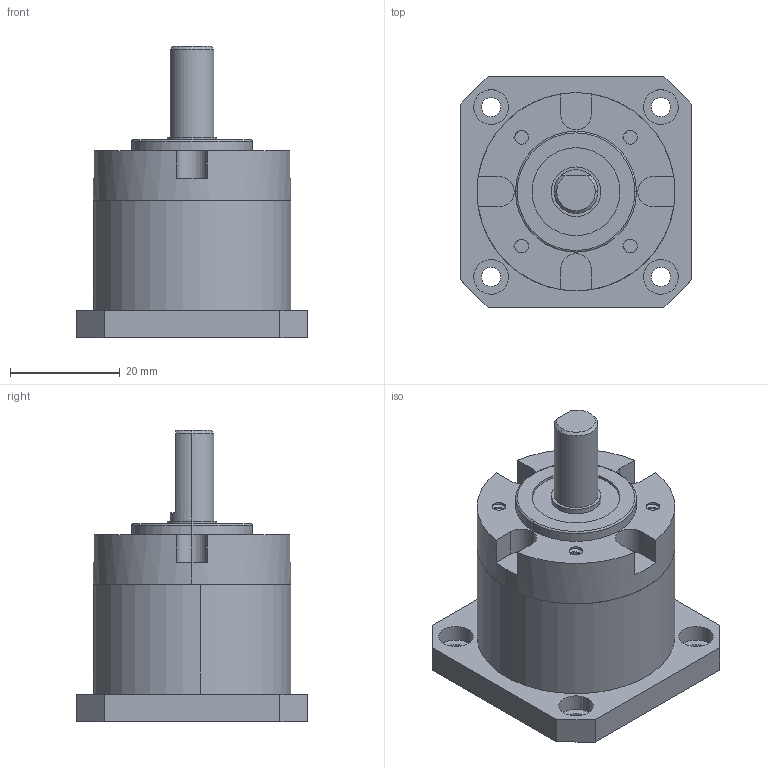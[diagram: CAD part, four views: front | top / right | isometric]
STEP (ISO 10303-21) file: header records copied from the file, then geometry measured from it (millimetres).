
FILE_DESCRIPTION (( 'STEP AP214' ), '1' );
FILE_NAME ('42XGJ¶þ¼¶.STEP', '2023-08-04T17:06:54', ( '' ), ( '' ), 'SwSTEP 2.0', 'SolidWorks 2021', '' );
FILE_SCHEMA (( 'AUTOMOTIVE_DESIGN' ));
Length unit declared in the file: millimetre
Products named in the file (4): 42XGJ-5.18菁釱; 42XGJ媼撰; 42XGJ媼撰儂旯; 42XGJ-5.18奻裔
Assembly tree (3 placements, depth 2):
  42XGJ媼撰
    42XGJ-5.18菁釱
    42XGJ媼撰儂旯
    42XGJ-5.18奻裔
Bounding box: 42 x 42 x 53 mm (x, y, z)
Volume: 36767.1 mm3; surface area: 13375.5 mm2
Topology: 3 solids, 3 shells, 231 faces, 612 edges, 396 vertices
Faces by surface type: cylinder 157, plane 45, bspline 24, cone 3, torus 2
Entity records: 17939 total; most frequent: CARTESIAN_POINT 12661, ORIENTED_EDGE 1224, DIRECTION 895, EDGE_CURVE 612, VERTEX_POINT 396, AXIS2_PLACEMENT_3D 328, EDGE_LOOP 266, VECTOR 239
